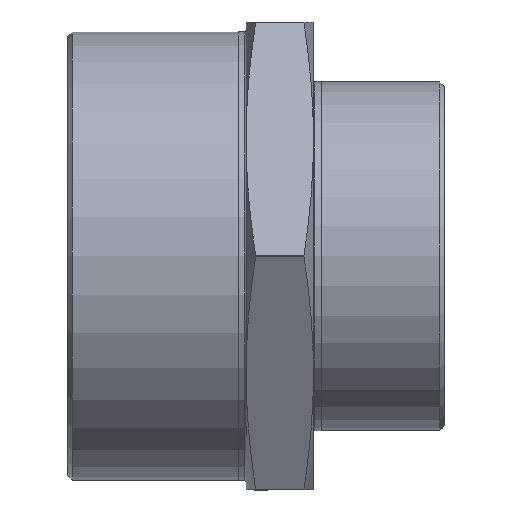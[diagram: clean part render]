
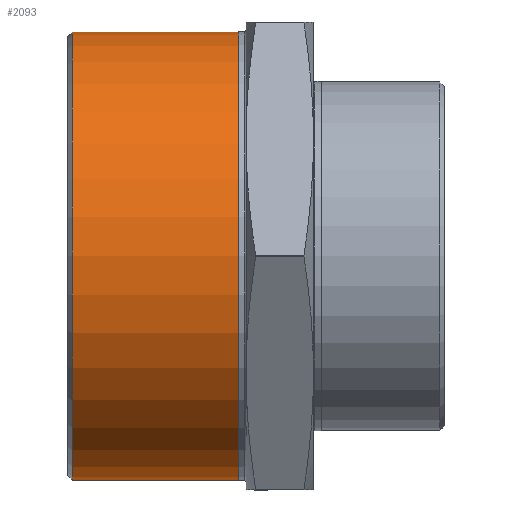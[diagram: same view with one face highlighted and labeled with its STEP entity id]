
A CAD part, front view. The second image highlights one B-rep face of the part: STEP entity #2093.
In plain terms, the highlighted cylindrical face has radius 56.515 mm (diameter 113.03 mm), a full revolution.
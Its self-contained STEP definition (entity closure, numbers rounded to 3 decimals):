
#1710 = AXIS2_PLACEMENT_3D ( 'NONE', #13069, #13041, #12291 ) ;
#2093 = ADVANCED_FACE ( 'NONE', ( #13074, #12195 ), #13063, .T. ) ;
#2892 = DIRECTION ( 'NONE',  ( -1., 0., 0. ) ) ;
#2893 = DIRECTION ( 'NONE',  ( 0., 0., 1. ) ) ;
#2902 = CARTESIAN_POINT ( 'NONE',  ( -52.375, 0., 0. ) ) ;
#2927 = DIRECTION ( 'NONE',  ( -1., 0., 0. ) ) ;
#2940 = CARTESIAN_POINT ( 'NONE',  ( -10.5, 0., 0. ) ) ;
#2947 = DIRECTION ( 'NONE',  ( 0., 0., 1. ) ) ;
#3399 = EDGE_LOOP ( 'NONE', ( #13640 ) ) ;
#3431 = EDGE_LOOP ( 'NONE', ( #13620 ) ) ;
#6631 = EDGE_CURVE ( 'NONE', #10823, #10823, #11817, .T. ) ;
#6636 = EDGE_CURVE ( 'NONE', #10836, #10836, #11833, .T. ) ;
#10822 = CARTESIAN_POINT ( 'NONE',  ( -10.5, 0., 56.515 ) ) ;
#10823 = VERTEX_POINT ( 'NONE', #10825 ) ;
#10825 = CARTESIAN_POINT ( 'NONE',  ( -52.375, 0., 56.515 ) ) ;
#10836 = VERTEX_POINT ( 'NONE', #10822 ) ;
#11817 = CIRCLE ( 'NONE', #11819, 56.515 ) ;
#11819 = AXIS2_PLACEMENT_3D ( 'NONE', #2902, #2892, #2893 ) ;
#11833 = CIRCLE ( 'NONE', #11834, 56.515 ) ;
#11834 = AXIS2_PLACEMENT_3D ( 'NONE', #2940, #2927, #2947 ) ;
#12195 = FACE_OUTER_BOUND ( 'NONE', #3399, .T. ) ;
#12291 = DIRECTION ( 'NONE',  ( 0., 0., 1. ) ) ;
#13041 = DIRECTION ( 'NONE',  ( -1., 0., 0. ) ) ;
#13063 = CYLINDRICAL_SURFACE ( 'NONE', #1710, 56.515 ) ;
#13069 = CARTESIAN_POINT ( 'NONE',  ( 0., 0., 0. ) ) ;
#13074 = FACE_OUTER_BOUND ( 'NONE', #3431, .T. ) ;
#13620 = ORIENTED_EDGE ( 'NONE', *, *, #6636, .T. ) ;
#13640 = ORIENTED_EDGE ( 'NONE', *, *, #6631, .F. ) ;
